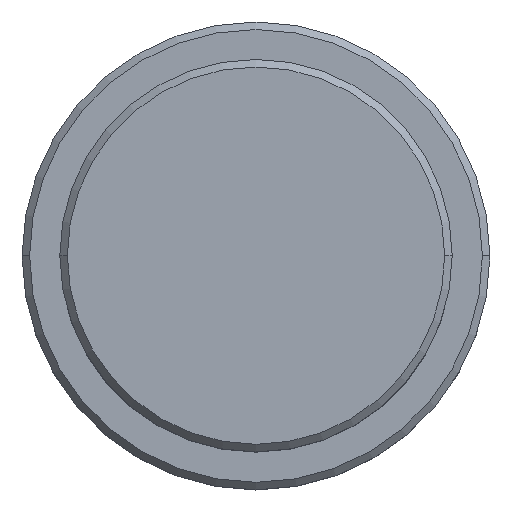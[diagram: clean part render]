
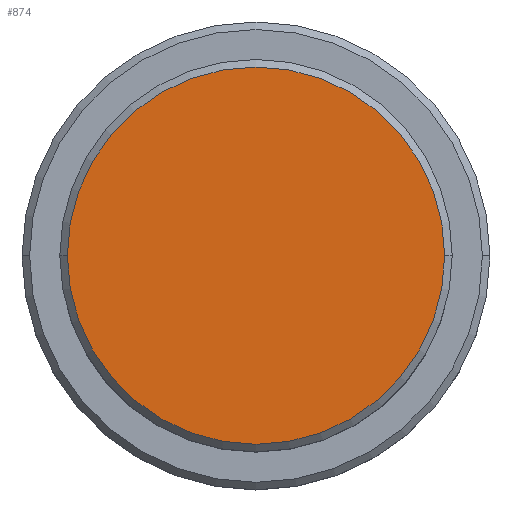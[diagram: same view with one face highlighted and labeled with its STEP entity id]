
A CAD part, top view. The second image highlights one B-rep face of the part: STEP entity #874.
In plain terms, the highlighted planar face has unit normal (0, 0, 1).
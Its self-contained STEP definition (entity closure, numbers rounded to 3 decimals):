
#66 = ORIENTED_EDGE ( 'NONE', *, *, #381, .T. ) ;
#99 = CARTESIAN_POINT ( 'NONE',  ( 0., 0., 0. ) ) ;
#151 = VERTEX_POINT ( 'NONE', #771 ) ;
#291 = CARTESIAN_POINT ( 'NONE',  ( 12.5, 0., 0. ) ) ;
#345 = EDGE_LOOP ( 'NONE', ( #609, #66 ) ) ;
#381 = EDGE_CURVE ( 'NONE', #1016, #151, #1163, .T. ) ;
#396 = DIRECTION ( 'NONE',  ( 0., 0., 1. ) ) ;
#510 = FACE_OUTER_BOUND ( 'NONE', #345, .T. ) ;
#526 = PLANE ( 'NONE',  #1112 ) ;
#578 = CARTESIAN_POINT ( 'NONE',  ( 0., 0., 0. ) ) ;
#609 = ORIENTED_EDGE ( 'NONE', *, *, #1308, .T. ) ;
#771 = CARTESIAN_POINT ( 'NONE',  ( -12.5, 0., 0. ) ) ;
#844 = CARTESIAN_POINT ( 'NONE',  ( 0., 0., 0. ) ) ;
#863 = DIRECTION ( 'NONE',  ( 1., 0., 0. ) ) ;
#874 = ADVANCED_FACE ( 'NONE', ( #510 ), #526, .T. ) ;
#940 = AXIS2_PLACEMENT_3D ( 'NONE', #578, #1345, #1118 ) ;
#1016 = VERTEX_POINT ( 'NONE', #291 ) ;
#1091 = DIRECTION ( 'NONE',  ( 0., 0., 1. ) ) ;
#1112 = AXIS2_PLACEMENT_3D ( 'NONE', #99, #1091, #863 ) ;
#1118 = DIRECTION ( 'NONE',  ( 1., 0., 0. ) ) ;
#1160 = DIRECTION ( 'NONE',  ( 1., 0., 0. ) ) ;
#1163 = CIRCLE ( 'NONE', #1253, 12.5 ) ;
#1176 = CIRCLE ( 'NONE', #940, 12.5 ) ;
#1253 = AXIS2_PLACEMENT_3D ( 'NONE', #844, #396, #1160 ) ;
#1308 = EDGE_CURVE ( 'NONE', #151, #1016, #1176, .T. ) ;
#1345 = DIRECTION ( 'NONE',  ( 0., 0., 1. ) ) ;
